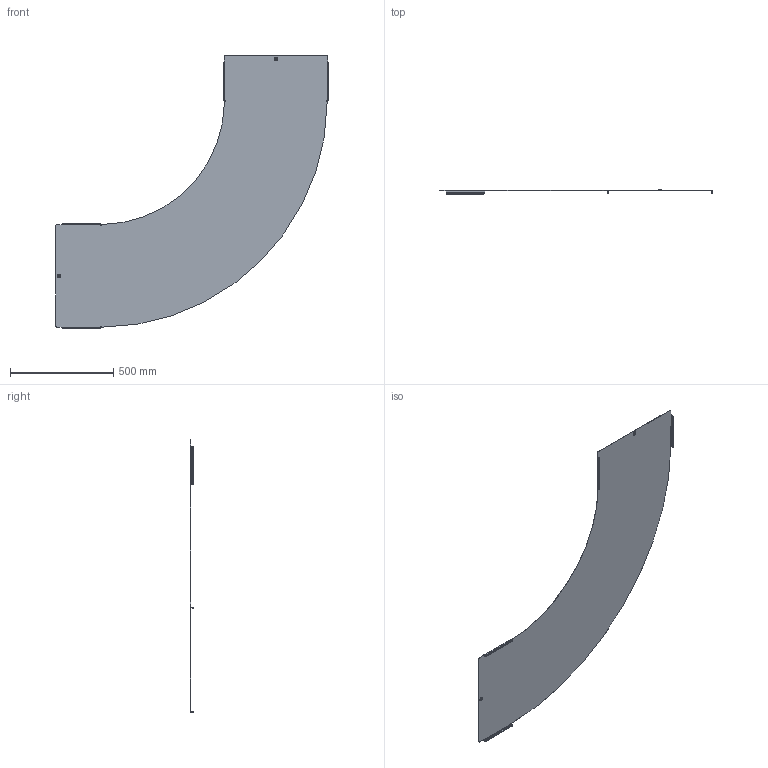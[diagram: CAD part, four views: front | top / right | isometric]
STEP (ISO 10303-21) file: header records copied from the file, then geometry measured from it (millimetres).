
FILE_DESCRIPTION (( 'STEP AP203' ), '1' );
FILE_NAME ('嗜吕 195.00.21 署赅 镱忸痤蜞 磬 90 沭. LESTA R600_-03.step', '2022-01-27T09:57:02', ( '' ), ( '' ), 'SwSTEP 2.0', 'SolidWorks 2017', '' );
FILE_SCHEMA (( 'CONFIG_CONTROL_DESIGN' ));
Length unit declared in the file: millimetre
Products named in the file (1): 嗜吕 195.00.21 署赅 镱忸痤蜞 磬 90 沭. LESTA R600_-03
Bounding box: 1320.4 x 17.63 x 1320.4 mm (x, y, z)
Volume: 1076319.3 mm3; surface area: 1799607.5 mm2
Topology: 1 solids, 1 shells, 215 faces, 521 edges, 306 vertices
Faces by surface type: plane 100, cylinder 75, torus 16, bspline 16, cone 8
Entity records: 7290 total; most frequent: CARTESIAN_POINT 2254, ORIENTED_EDGE 1042, DIRECTION 1029, EDGE_CURVE 521, AXIS2_PLACEMENT_3D 373, VERTEX_POINT 306, LINE 283, VECTOR 283
